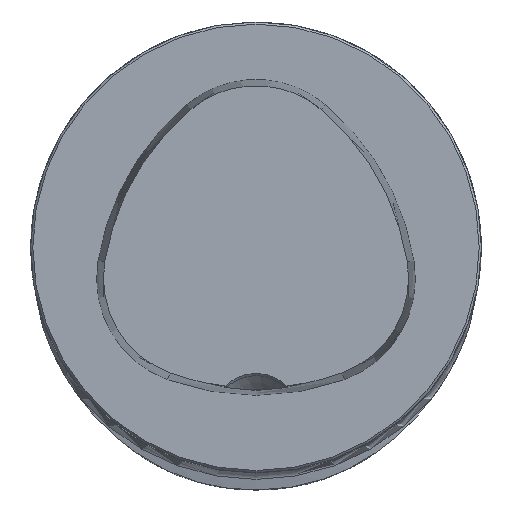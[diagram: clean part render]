
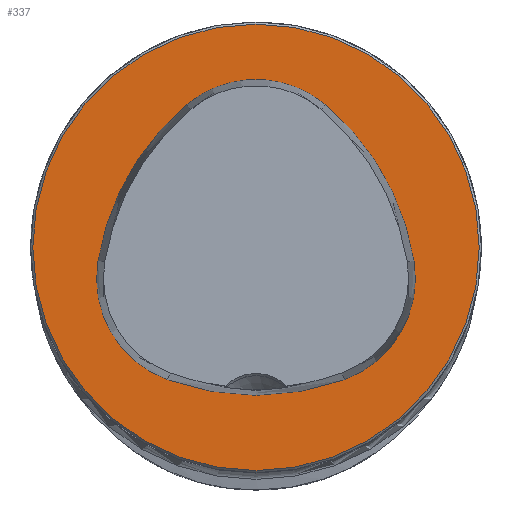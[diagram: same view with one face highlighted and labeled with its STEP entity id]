
A CAD part, top view. The second image highlights one B-rep face of the part: STEP entity #337.
In plain terms, the highlighted planar face has unit normal (0, 0, 1).
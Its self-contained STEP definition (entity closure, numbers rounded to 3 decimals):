
#121=FACE_BOUND('',#655,.T.);
#122=FACE_BOUND('',#656,.T.);
#284=CIRCLE('',#2491,36.075);
#286=CIRCLE('',#2494,36.075);
#287=CIRCLE('',#2495,15.075);
#288=CIRCLE('',#2496,36.075);
#289=CIRCLE('',#2497,15.075);
#290=CIRCLE('',#2498,15.075);
#291=CIRCLE('',#2499,31.2);
#337=ADVANCED_FACE('CU_E_LO_SU_1',(#121,#122),#461,.T.);
#461=PLANE('',#2500);
#655=EDGE_LOOP('',(#974,#975,#976,#977,#978,#979));
#656=EDGE_LOOP('',(#980));
#974=ORIENTED_EDGE('',*,*,#1840,.F.);
#975=ORIENTED_EDGE('',*,*,#1841,.F.);
#976=ORIENTED_EDGE('',*,*,#1842,.F.);
#977=ORIENTED_EDGE('',*,*,#1843,.F.);
#978=ORIENTED_EDGE('',*,*,#1837,.F.);
#979=ORIENTED_EDGE('',*,*,#1844,.F.);
#980=ORIENTED_EDGE('',*,*,#1845,.T.);
#1603=VERTEX_POINT('',#3915);
#1604=VERTEX_POINT('',#3917);
#1606=VERTEX_POINT('',#3923);
#1607=VERTEX_POINT('',#3924);
#1608=VERTEX_POINT('',#3926);
#1609=VERTEX_POINT('',#3928);
#1610=VERTEX_POINT('',#3932);
#1837=EDGE_CURVE('',#1603,#1604,#284,.T.);
#1840=EDGE_CURVE('',#1606,#1607,#286,.T.);
#1841=EDGE_CURVE('',#1608,#1606,#287,.T.);
#1842=EDGE_CURVE('',#1609,#1608,#288,.T.);
#1843=EDGE_CURVE('',#1604,#1609,#289,.T.);
#1844=EDGE_CURVE('',#1607,#1603,#290,.T.);
#1845=EDGE_CURVE('',#1610,#1610,#291,.T.);
#2491=AXIS2_PLACEMENT_3D('',#3916,#2813,#2814);
#2494=AXIS2_PLACEMENT_3D('',#3922,#2820,#2821);
#2495=AXIS2_PLACEMENT_3D('',#3925,#2822,#2823);
#2496=AXIS2_PLACEMENT_3D('',#3927,#2824,#2825);
#2497=AXIS2_PLACEMENT_3D('',#3929,#2826,#2827);
#2498=AXIS2_PLACEMENT_3D('',#3930,#2828,#2829);
#2499=AXIS2_PLACEMENT_3D('',#3931,#2830,#2831);
#2500=AXIS2_PLACEMENT_3D('',#3933,#2832,#2833);
#2813=DIRECTION('',(0.,0.,1.));
#2814=DIRECTION('',(1.,0.,0.));
#2820=DIRECTION('',(0.,0.,1.));
#2821=DIRECTION('',(1.,0.,0.));
#2822=DIRECTION('',(0.,0.,1.));
#2823=DIRECTION('',(1.,0.,0.));
#2824=DIRECTION('',(0.,0.,1.));
#2825=DIRECTION('',(1.,0.,0.));
#2826=DIRECTION('',(0.,0.,1.));
#2827=DIRECTION('',(1.,0.,0.));
#2828=DIRECTION('',(0.,0.,1.));
#2829=DIRECTION('',(1.,0.,0.));
#2830=DIRECTION('',(0.,0.,1.));
#2831=DIRECTION('',(1.,0.,0.));
#2832=DIRECTION('',(0.,0.,1.));
#2833=DIRECTION('',(1.,0.,0.));
#3915=CARTESIAN_POINT('',(-12.368,-18.489,0.));
#3916=CARTESIAN_POINT('',(0.,15.4,0.));
#3917=CARTESIAN_POINT('',(12.368,-18.489,0.));
#3922=CARTESIAN_POINT('',(13.535,-7.656,0.));
#3923=CARTESIAN_POINT('',(-9.716,19.927,0.));
#3924=CARTESIAN_POINT('',(-22.084,-1.937,0.));
#3925=CARTESIAN_POINT('',(0.,8.4,0.));
#3926=CARTESIAN_POINT('',(9.716,19.927,0.));
#3927=CARTESIAN_POINT('',(-13.535,-7.656,0.));
#3928=CARTESIAN_POINT('',(22.084,-1.937,0.));
#3929=CARTESIAN_POINT('',(7.2,-4.327,0.));
#3930=CARTESIAN_POINT('',(-7.2,-4.327,0.));
#3931=CARTESIAN_POINT('',(0.,0.,0.));
#3932=CARTESIAN_POINT('',(31.2,0.,0.));
#3933=CARTESIAN_POINT('',(0.,0.,0.));
